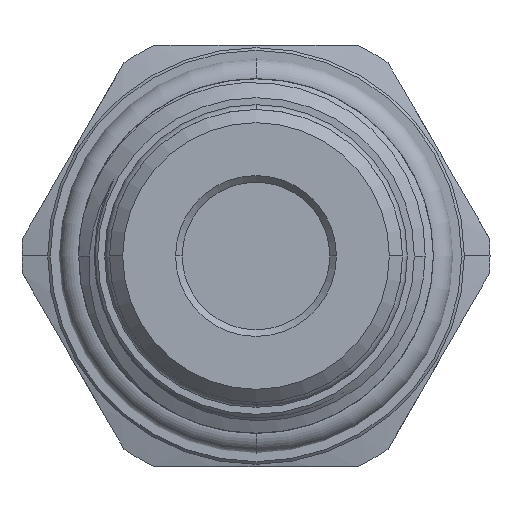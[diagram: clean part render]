
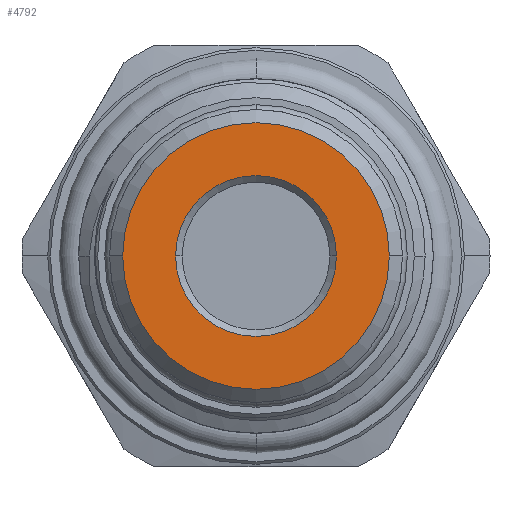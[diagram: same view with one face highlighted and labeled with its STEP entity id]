
A CAD part, left-side view. The second image highlights one B-rep face of the part: STEP entity #4792.
In plain terms, the highlighted planar face has unit normal (-1, 0, 0).
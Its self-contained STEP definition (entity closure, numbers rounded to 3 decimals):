
#185 = VERTEX_POINT ( 'NONE', #3057 ) ;
#1156 = CARTESIAN_POINT ( 'NONE',  ( -78.1, 0., 0. ) ) ;
#1323 = DIRECTION ( 'NONE',  ( -1., 0., 0. ) ) ;
#1980 = FACE_OUTER_BOUND ( 'NONE', #9582, .T. ) ;
#2024 = VERTEX_POINT ( 'NONE', #10508 ) ;
#2097 = DIRECTION ( 'NONE',  ( -1., 0., 0. ) ) ;
#2488 = VERTEX_POINT ( 'NONE', #6921 ) ;
#2756 = ORIENTED_EDGE ( 'NONE', *, *, #9032, .T. ) ;
#2802 = AXIS2_PLACEMENT_3D ( 'NONE', #7987, #4629, #9537 ) ;
#3057 = CARTESIAN_POINT ( 'NONE',  ( -78.1, 6.1, 0. ) ) ;
#3298 = EDGE_CURVE ( 'NONE', #2024, #9800, #8879, .T. ) ;
#3410 = CARTESIAN_POINT ( 'NONE',  ( -78.1, 10.11, 0. ) ) ;
#3925 = DIRECTION ( 'NONE',  ( -1., 0., 0. ) ) ;
#4580 = EDGE_LOOP ( 'NONE', ( #9751, #2756 ) ) ;
#4612 = CIRCLE ( 'NONE', #2802, 6.1 ) ;
#4629 = DIRECTION ( 'NONE',  ( 1., 0., 0. ) ) ;
#4792 = ADVANCED_FACE ( 'NONE', ( #9359, #1980 ), #5963, .T. ) ;
#5141 = ORIENTED_EDGE ( 'NONE', *, *, #7799, .T. ) ;
#5679 = AXIS2_PLACEMENT_3D ( 'NONE', #6213, #2097, #7056 ) ;
#5963 = PLANE ( 'NONE',  #10443 ) ;
#6058 = CARTESIAN_POINT ( 'NONE',  ( -78.1, 0., 0. ) ) ;
#6213 = CARTESIAN_POINT ( 'NONE',  ( -78.1, 0., 0. ) ) ;
#6921 = CARTESIAN_POINT ( 'NONE',  ( -78.1, -6.1, 0. ) ) ;
#7056 = DIRECTION ( 'NONE',  ( 0., 1., 0. ) ) ;
#7064 = CARTESIAN_POINT ( 'NONE',  ( -78.1, 0., 0. ) ) ;
#7601 = EDGE_CURVE ( 'NONE', #185, #2488, #9745, .T. ) ;
#7681 = DIRECTION ( 'NONE',  ( 1., 0., 0. ) ) ;
#7799 = EDGE_CURVE ( 'NONE', #9800, #2024, #9228, .T. ) ;
#7987 = CARTESIAN_POINT ( 'NONE',  ( -78.1, 0., 0. ) ) ;
#8329 = AXIS2_PLACEMENT_3D ( 'NONE', #7064, #3925, #8766 ) ;
#8361 = DIRECTION ( 'NONE',  ( 0., 1., 0. ) ) ;
#8419 = DIRECTION ( 'NONE',  ( 0., 1., 0. ) ) ;
#8766 = DIRECTION ( 'NONE',  ( 0., 1., 0. ) ) ;
#8862 = AXIS2_PLACEMENT_3D ( 'NONE', #1156, #7681, #8361 ) ;
#8879 = CIRCLE ( 'NONE', #5679, 10.11 ) ;
#9032 = EDGE_CURVE ( 'NONE', #2488, #185, #4612, .T. ) ;
#9228 = CIRCLE ( 'NONE', #8329, 10.11 ) ;
#9359 = FACE_BOUND ( 'NONE', #4580, .T. ) ;
#9510 = ORIENTED_EDGE ( 'NONE', *, *, #3298, .T. ) ;
#9537 = DIRECTION ( 'NONE',  ( 0., 1., 0. ) ) ;
#9582 = EDGE_LOOP ( 'NONE', ( #9510, #5141 ) ) ;
#9745 = CIRCLE ( 'NONE', #8862, 6.1 ) ;
#9751 = ORIENTED_EDGE ( 'NONE', *, *, #7601, .T. ) ;
#9800 = VERTEX_POINT ( 'NONE', #3410 ) ;
#10443 = AXIS2_PLACEMENT_3D ( 'NONE', #6058, #1323, #8419 ) ;
#10508 = CARTESIAN_POINT ( 'NONE',  ( -78.1, -10.11, 0. ) ) ;
